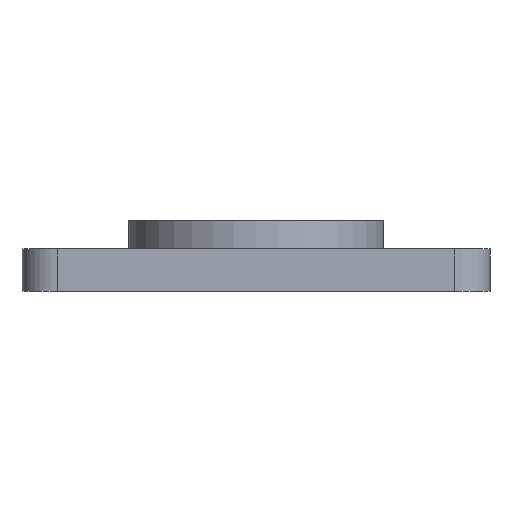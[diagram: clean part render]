
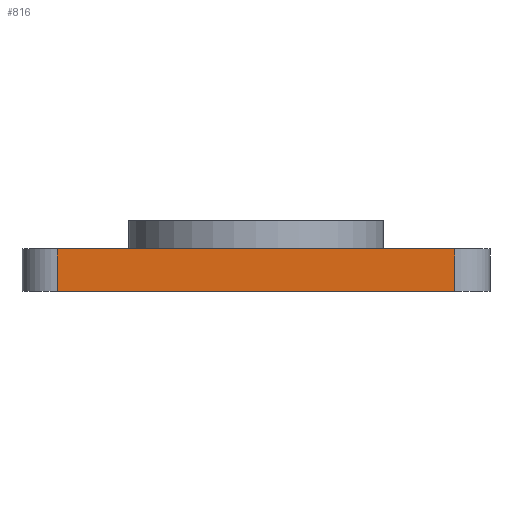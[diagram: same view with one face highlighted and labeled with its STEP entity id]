
A CAD part, front view. The second image highlights one B-rep face of the part: STEP entity #816.
In plain terms, the highlighted planar face has unit normal (0, -1, 0).
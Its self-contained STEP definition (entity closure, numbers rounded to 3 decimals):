
#4 = VECTOR ( 'NONE', #278, 1000. ) ;
#66 = EDGE_CURVE ( 'NONE', #351, #1157, #197, .T. ) ;
#80 = ORIENTED_EDGE ( 'NONE', *, *, #66, .T. ) ;
#197 = LINE ( 'NONE', #1277, #1568 ) ;
#278 = DIRECTION ( 'NONE',  ( 0., 0., -1. ) ) ;
#303 = EDGE_CURVE ( 'NONE', #345, #359, #1535, .T. ) ;
#345 = VERTEX_POINT ( 'NONE', #1225 ) ;
#351 = VERTEX_POINT ( 'NONE', #869 ) ;
#359 = VERTEX_POINT ( 'NONE', #440 ) ;
#417 = ORIENTED_EDGE ( 'NONE', *, *, #303, .F. ) ;
#433 = CARTESIAN_POINT ( 'NONE',  ( 28., -278.571, 10. ) ) ;
#440 = CARTESIAN_POINT ( 'NONE',  ( 28., -278.571, 6. ) ) ;
#463 = PLANE ( 'NONE',  #506 ) ;
#506 = AXIS2_PLACEMENT_3D ( 'NONE', #1288, #1560, #1435 ) ;
#639 = FACE_OUTER_BOUND ( 'NONE', #901, .T. ) ;
#706 = VECTOR ( 'NONE', #977, 1000. ) ;
#780 = LINE ( 'NONE', #1063, #4 ) ;
#816 = ADVANCED_FACE ( 'NONE', ( #639 ), #463, .F. ) ;
#869 = CARTESIAN_POINT ( 'NONE',  ( -28., -278.571, 0. ) ) ;
#901 = EDGE_LOOP ( 'NONE', ( #417, #921, #80, #1245 ) ) ;
#921 = ORIENTED_EDGE ( 'NONE', *, *, #1470, .T. ) ;
#977 = DIRECTION ( 'NONE',  ( 0., 0., 1. ) ) ;
#984 = CARTESIAN_POINT ( 'NONE',  ( 33., -278.571, 6. ) ) ;
#1063 = CARTESIAN_POINT ( 'NONE',  ( -28., -278.571, 10. ) ) ;
#1138 = DIRECTION ( 'NONE',  ( 1., 0., 0. ) ) ;
#1157 = VERTEX_POINT ( 'NONE', #1251 ) ;
#1216 = DIRECTION ( 'NONE',  ( 1., 0., 0. ) ) ;
#1225 = CARTESIAN_POINT ( 'NONE',  ( -28., -278.571, 6. ) ) ;
#1245 = ORIENTED_EDGE ( 'NONE', *, *, #1599, .T. ) ;
#1251 = CARTESIAN_POINT ( 'NONE',  ( 28., -278.571, 0. ) ) ;
#1277 = CARTESIAN_POINT ( 'NONE',  ( 33., -278.571, 0. ) ) ;
#1288 = CARTESIAN_POINT ( 'NONE',  ( 33., -278.571, 10. ) ) ;
#1314 = VECTOR ( 'NONE', #1216, 1000. ) ;
#1435 = DIRECTION ( 'NONE',  ( -1., 0., 0. ) ) ;
#1470 = EDGE_CURVE ( 'NONE', #345, #351, #780, .T. ) ;
#1535 = LINE ( 'NONE', #984, #1314 ) ;
#1560 = DIRECTION ( 'NONE',  ( 0., 1., 0. ) ) ;
#1568 = VECTOR ( 'NONE', #1138, 1000. ) ;
#1599 = EDGE_CURVE ( 'NONE', #1157, #359, #1645, .T. ) ;
#1645 = LINE ( 'NONE', #433, #706 ) ;
